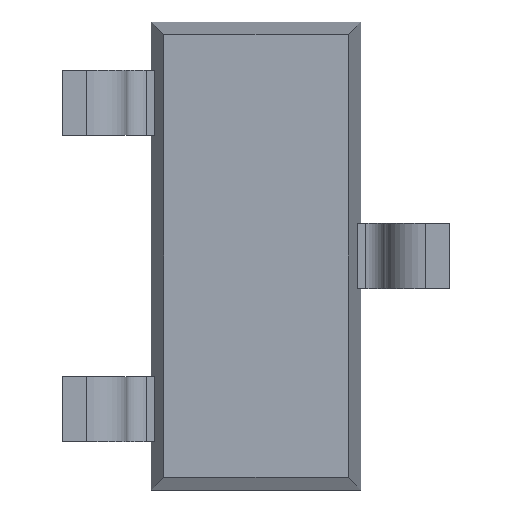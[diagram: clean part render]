
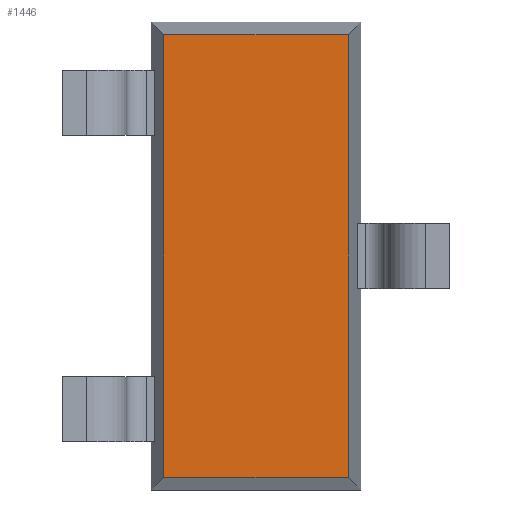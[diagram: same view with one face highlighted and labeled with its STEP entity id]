
A CAD part, front view. The second image highlights one B-rep face of the part: STEP entity #1446.
In plain terms, the highlighted planar face has unit normal (0, -1, 0).
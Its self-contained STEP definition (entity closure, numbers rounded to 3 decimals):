
#114 = VECTOR ( 'NONE', #387, 1000. ) ;
#148 = CARTESIAN_POINT ( 'NONE',  ( 0., 0.1, 0. ) ) ;
#162 = DIRECTION ( 'NONE',  ( 0., 0., -1. ) ) ;
#177 = VECTOR ( 'NONE', #1655, 1000. ) ;
#181 = ORIENTED_EDGE ( 'NONE', *, *, #1426, .T. ) ;
#202 = VERTEX_POINT ( 'NONE', #540 ) ;
#207 = VECTOR ( 'NONE', #1243, 1000. ) ;
#234 = EDGE_CURVE ( 'NONE', #989, #1768, #1546, .T. ) ;
#244 = EDGE_CURVE ( 'NONE', #544, #989, #1191, .T. ) ;
#387 = DIRECTION ( 'NONE',  ( 0., 0., -1. ) ) ;
#392 = ORIENTED_EDGE ( 'NONE', *, *, #244, .T. ) ;
#398 = VECTOR ( 'NONE', #562, 1000. ) ;
#450 = CARTESIAN_POINT ( 'NONE',  ( 0.571, 0.1, -1.371 ) ) ;
#460 = DIRECTION ( 'NONE',  ( 0., -1., 0. ) ) ;
#540 = CARTESIAN_POINT ( 'NONE',  ( -0.571, 0.1, 1.371 ) ) ;
#544 = VERTEX_POINT ( 'NONE', #1325 ) ;
#562 = DIRECTION ( 'NONE',  ( 1., 0., 0. ) ) ;
#693 = LINE ( 'NONE', #1488, #114 ) ;
#695 = EDGE_CURVE ( 'NONE', #202, #544, #693, .T. ) ;
#707 = CARTESIAN_POINT ( 'NONE',  ( 0.65, 0.1, 1.371 ) ) ;
#860 = PLANE ( 'NONE',  #1266 ) ;
#989 = VERTEX_POINT ( 'NONE', #450 ) ;
#1172 = LINE ( 'NONE', #707, #177 ) ;
#1191 = LINE ( 'NONE', #1632, #398 ) ;
#1243 = DIRECTION ( 'NONE',  ( 0., 0., 1. ) ) ;
#1259 = FACE_OUTER_BOUND ( 'NONE', #1387, .T. ) ;
#1264 = ORIENTED_EDGE ( 'NONE', *, *, #234, .T. ) ;
#1266 = AXIS2_PLACEMENT_3D ( 'NONE', #148, #460, #162 ) ;
#1325 = CARTESIAN_POINT ( 'NONE',  ( -0.571, 0.1, -1.371 ) ) ;
#1367 = CARTESIAN_POINT ( 'NONE',  ( 0.571, 0.1, -1.45 ) ) ;
#1387 = EDGE_LOOP ( 'NONE', ( #1650, #392, #1264, #181 ) ) ;
#1426 = EDGE_CURVE ( 'NONE', #1768, #202, #1172, .T. ) ;
#1446 = ADVANCED_FACE ( 'NONE', ( #1259 ), #860, .T. ) ;
#1488 = CARTESIAN_POINT ( 'NONE',  ( -0.571, 0.1, 1.45 ) ) ;
#1546 = LINE ( 'NONE', #1367, #207 ) ;
#1632 = CARTESIAN_POINT ( 'NONE',  ( -0.65, 0.1, -1.371 ) ) ;
#1650 = ORIENTED_EDGE ( 'NONE', *, *, #695, .T. ) ;
#1655 = DIRECTION ( 'NONE',  ( -1., 0., 0. ) ) ;
#1693 = CARTESIAN_POINT ( 'NONE',  ( 0.571, 0.1, 1.371 ) ) ;
#1768 = VERTEX_POINT ( 'NONE', #1693 ) ;
